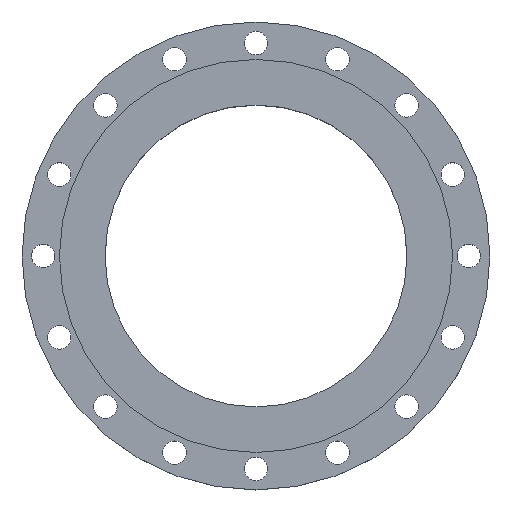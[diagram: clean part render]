
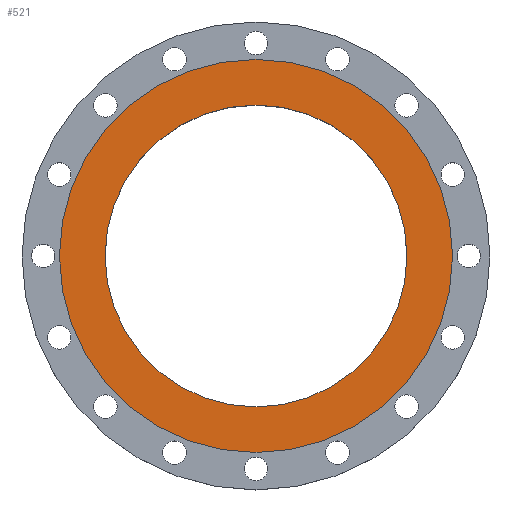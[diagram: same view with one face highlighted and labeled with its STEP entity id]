
A CAD part, top view. The second image highlights one B-rep face of the part: STEP entity #521.
In plain terms, the highlighted planar face has unit normal (0, 0, 1).
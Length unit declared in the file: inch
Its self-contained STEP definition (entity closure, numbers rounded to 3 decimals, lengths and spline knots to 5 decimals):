
#38 = DIRECTION ( 'NONE',  ( 1., 0., 0. ) ) ;
#62 = DIRECTION ( 'NONE',  ( 0., 0., 1. ) ) ;
#63 = CARTESIAN_POINT ( 'NONE',  ( 0., 8.0625, 0. ) ) ;
#167 = VERTEX_POINT ( 'NONE', #1753 ) ;
#197 = DIRECTION ( 'NONE',  ( 1., 0., 0. ) ) ;
#201 = ORIENTED_EDGE ( 'NONE', *, *, #223, .F. ) ;
#223 = EDGE_CURVE ( 'NONE', #632, #167, #454, .T. ) ;
#307 = ORIENTED_EDGE ( 'NONE', *, *, #1463, .F. ) ;
#325 = CARTESIAN_POINT ( 'NONE',  ( 10.5, 0., 0. ) ) ;
#353 = CARTESIAN_POINT ( 'NONE',  ( 0., 0., 0. ) ) ;
#370 = AXIS2_PLACEMENT_3D ( 'NONE', #1148, #1274, #38 ) ;
#388 = DIRECTION ( 'NONE',  ( 0., 0., 1. ) ) ;
#454 = CIRCLE ( 'NONE', #1706, 8.0625 ) ;
#484 = DIRECTION ( 'NONE',  ( 1., 0., 0. ) ) ;
#489 = DIRECTION ( 'NONE',  ( 0., 0., -1. ) ) ;
#521 = ADVANCED_FACE ( 'NONE', ( #1312, #1028 ), #1740, .F. ) ;
#584 = CARTESIAN_POINT ( 'NONE',  ( 0., 0., 0. ) ) ;
#585 = CARTESIAN_POINT ( 'NONE',  ( -8.0625, 0., 0. ) ) ;
#609 = EDGE_CURVE ( 'NONE', #1377, #1206, #1337, .T. ) ;
#632 = VERTEX_POINT ( 'NONE', #585 ) ;
#644 = ORIENTED_EDGE ( 'NONE', *, *, #609, .T. ) ;
#680 = EDGE_LOOP ( 'NONE', ( #307, #201 ) ) ;
#724 = CIRCLE ( 'NONE', #1230, 10.5 ) ;
#953 = DIRECTION ( 'NONE',  ( 1., 0., 0. ) ) ;
#1028 = FACE_OUTER_BOUND ( 'NONE', #1112, .T. ) ;
#1083 = ORIENTED_EDGE ( 'NONE', *, *, #1621, .T. ) ;
#1095 = CARTESIAN_POINT ( 'NONE',  ( -10.5, 0., 0. ) ) ;
#1112 = EDGE_LOOP ( 'NONE', ( #644, #1083 ) ) ;
#1148 = CARTESIAN_POINT ( 'NONE',  ( 0., 0., 0. ) ) ;
#1206 = VERTEX_POINT ( 'NONE', #1095 ) ;
#1230 = AXIS2_PLACEMENT_3D ( 'NONE', #1638, #388, #953 ) ;
#1274 = DIRECTION ( 'NONE',  ( 0., 0., 1. ) ) ;
#1312 = FACE_BOUND ( 'NONE', #680, .T. ) ;
#1315 = CIRCLE ( 'NONE', #1567, 8.0625 ) ;
#1336 = AXIS2_PLACEMENT_3D ( 'NONE', #63, #489, #1450 ) ;
#1337 = CIRCLE ( 'NONE', #370, 10.5 ) ;
#1377 = VERTEX_POINT ( 'NONE', #325 ) ;
#1450 = DIRECTION ( 'NONE',  ( -1., 0., 0. ) ) ;
#1463 = EDGE_CURVE ( 'NONE', #167, #632, #1315, .T. ) ;
#1567 = AXIS2_PLACEMENT_3D ( 'NONE', #353, #1577, #484 ) ;
#1577 = DIRECTION ( 'NONE',  ( 0., 0., 1. ) ) ;
#1621 = EDGE_CURVE ( 'NONE', #1206, #1377, #724, .T. ) ;
#1638 = CARTESIAN_POINT ( 'NONE',  ( 0., 0., 0. ) ) ;
#1706 = AXIS2_PLACEMENT_3D ( 'NONE', #584, #62, #197 ) ;
#1740 = PLANE ( 'NONE',  #1336 ) ;
#1753 = CARTESIAN_POINT ( 'NONE',  ( 8.0625, 0., 0. ) ) ;
